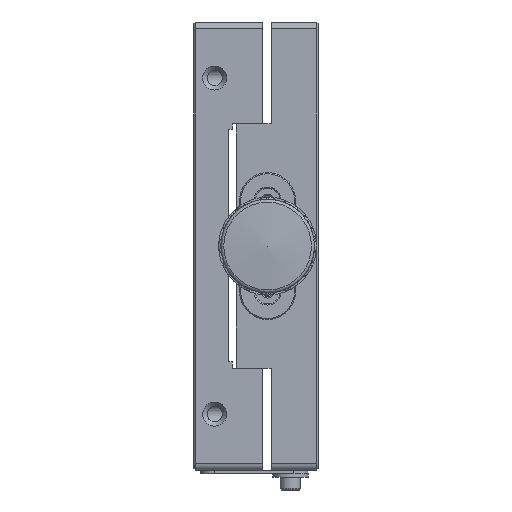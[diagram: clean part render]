
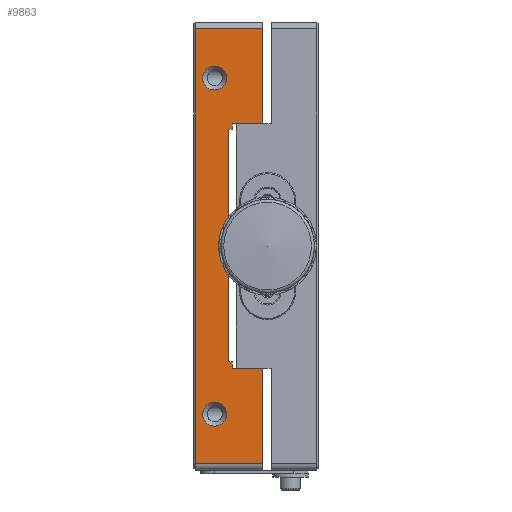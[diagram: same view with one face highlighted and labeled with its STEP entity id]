
A CAD part, left-side view. The second image highlights one B-rep face of the part: STEP entity #9863.
In plain terms, the highlighted planar face has unit normal (-1, 0, 0).
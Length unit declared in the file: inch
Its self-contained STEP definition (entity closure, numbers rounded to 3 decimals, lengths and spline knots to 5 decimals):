
#65 = VERTEX_POINT ( 'NONE', #6320 ) ;
#179 = LINE ( 'NONE', #3610, #3570 ) ;
#314 = EDGE_CURVE ( 'NONE', #7699, #7699, #860, .T. ) ;
#351 = LINE ( 'NONE', #3788, #10374 ) ;
#391 = EDGE_LOOP ( 'NONE', ( #10658, #4604, #9792, #657, #931, #9383, #10206, #585, #9771, #5133, #4878, #10907 ) ) ;
#431 = LINE ( 'NONE', #3871, #7113 ) ;
#508 = FACE_OUTER_BOUND ( 'NONE', #391, .T. ) ;
#585 = ORIENTED_EDGE ( 'NONE', *, *, #2477, .T. ) ;
#639 = EDGE_LOOP ( 'NONE', ( #1670 ) ) ;
#657 = ORIENTED_EDGE ( 'NONE', *, *, #5035, .T. ) ;
#687 = VECTOR ( 'NONE', #4988, 39.37008 ) ;
#767 = EDGE_CURVE ( 'NONE', #2290, #4343, #6953, .T. ) ;
#860 = CIRCLE ( 'NONE', #5709, 0.107 ) ;
#885 = DIRECTION ( 'NONE',  ( 0., 0., -1. ) ) ;
#931 = ORIENTED_EDGE ( 'NONE', *, *, #6568, .T. ) ;
#1103 = CARTESIAN_POINT ( 'NONE',  ( -2., 0.76796, 1.09 ) ) ;
#1121 = CARTESIAN_POINT ( 'NONE',  ( -2., 0.92546, 1.393 ) ) ;
#1129 = DIRECTION ( 'NONE',  ( 0., 1., 0. ) ) ;
#1550 = CARTESIAN_POINT ( 'NONE',  ( -2., 0.49796, 1.344 ) ) ;
#1670 = ORIENTED_EDGE ( 'NONE', *, *, #9820, .F. ) ;
#1853 = LINE ( 'NONE', #5297, #7500 ) ;
#2030 = CARTESIAN_POINT ( 'NONE',  ( -2., 0.76796, 1.044 ) ) ;
#2034 = VERTEX_POINT ( 'NONE', #10324 ) ;
#2159 = ORIENTED_EDGE ( 'NONE', *, *, #314, .F. ) ;
#2192 = DIRECTION ( 'NONE',  ( 0., 0., -1. ) ) ;
#2228 = CARTESIAN_POINT ( 'NONE',  ( -2., 0.76796, 1.044 ) ) ;
#2290 = VERTEX_POINT ( 'NONE', #5789 ) ;
#2341 = AXIS2_PLACEMENT_3D ( 'NONE', #6478, #9929, #2192 ) ;
#2391 = EDGE_CURVE ( 'NONE', #10840, #6347, #5170, .T. ) ;
#2418 = CARTESIAN_POINT ( 'NONE',  ( -2., 1.09796, -1.938 ) ) ;
#2477 = EDGE_CURVE ( 'NONE', #4343, #2034, #2742, .T. ) ;
#2527 = DIRECTION ( 'NONE',  ( -1., 0., 0. ) ) ;
#2634 = CARTESIAN_POINT ( 'NONE',  ( -2., 1.09796, 1.938 ) ) ;
#2667 = DIRECTION ( 'NONE',  ( 0., 1., 0. ) ) ;
#2742 = LINE ( 'NONE', #6184, #4934 ) ;
#2873 = CARTESIAN_POINT ( 'NONE',  ( -2., 0.49796, -1.09 ) ) ;
#2999 = CARTESIAN_POINT ( 'NONE',  ( -2., 0.79896, -1.034 ) ) ;
#3087 = DIRECTION ( 'NONE',  ( 1., 0., 0. ) ) ;
#3121 = CARTESIAN_POINT ( 'NONE',  ( -2., 0.49796, 1.09 ) ) ;
#3389 = VERTEX_POINT ( 'NONE', #2873 ) ;
#3486 = LINE ( 'NONE', #6932, #7522 ) ;
#3570 = VECTOR ( 'NONE', #7052, 39.37008 ) ;
#3610 = CARTESIAN_POINT ( 'NONE',  ( -2., 0.79896, 1.044 ) ) ;
#3788 = CARTESIAN_POINT ( 'NONE',  ( -2., 0.49796, -1.334 ) ) ;
#3871 = CARTESIAN_POINT ( 'NONE',  ( -2., 0.76796, -1.034 ) ) ;
#3879 = EDGE_CURVE ( 'NONE', #10635, #2290, #431, .T. ) ;
#3945 = FACE_BOUND ( 'NONE', #639, .T. ) ;
#4343 = VERTEX_POINT ( 'NONE', #2999 ) ;
#4604 = ORIENTED_EDGE ( 'NONE', *, *, #2391, .T. ) ;
#4878 = ORIENTED_EDGE ( 'NONE', *, *, #10322, .T. ) ;
#4934 = VECTOR ( 'NONE', #9631, 39.37008 ) ;
#4988 = DIRECTION ( 'NONE',  ( 0., 0., 1. ) ) ;
#5035 = EDGE_CURVE ( 'NONE', #5410, #3389, #351, .T. ) ;
#5133 = ORIENTED_EDGE ( 'NONE', *, *, #7436, .T. ) ;
#5170 = LINE ( 'NONE', #8609, #6024 ) ;
#5297 = CARTESIAN_POINT ( 'NONE',  ( -2., 1.11296, 1.938 ) ) ;
#5391 = EDGE_CURVE ( 'NONE', #5872, #10840, #1853, .T. ) ;
#5410 = VERTEX_POINT ( 'NONE', #9644 ) ;
#5414 = LINE ( 'NONE', #8866, #10768 ) ;
#5467 = DIRECTION ( 'NONE',  ( 0., 0., 1. ) ) ;
#5645 = CARTESIAN_POINT ( 'NONE',  ( -2., 0.49796, 1.938 ) ) ;
#5709 = AXIS2_PLACEMENT_3D ( 'NONE', #10260, #2527, #5970 ) ;
#5789 = CARTESIAN_POINT ( 'NONE',  ( -2., 0.76796, -1.034 ) ) ;
#5872 = VERTEX_POINT ( 'NONE', #5645 ) ;
#5970 = DIRECTION ( 'NONE',  ( 0., 0., -1. ) ) ;
#6024 = VECTOR ( 'NONE', #885, 39.37008 ) ;
#6184 = CARTESIAN_POINT ( 'NONE',  ( -2., 0.79896, 1.044 ) ) ;
#6320 = CARTESIAN_POINT ( 'NONE',  ( -2., 0.49796, 1.09 ) ) ;
#6347 = VERTEX_POINT ( 'NONE', #2418 ) ;
#6478 = CARTESIAN_POINT ( 'NONE',  ( -2., 0.92546, 1.5 ) ) ;
#6479 = EDGE_CURVE ( 'NONE', #6347, #5410, #3486, .T. ) ;
#6525 = DIRECTION ( 'NONE',  ( 0., 0., 1. ) ) ;
#6536 = EDGE_CURVE ( 'NONE', #2034, #7988, #179, .T. ) ;
#6566 = DIRECTION ( 'NONE',  ( 0., -1., 0. ) ) ;
#6568 = EDGE_CURVE ( 'NONE', #3389, #10635, #5414, .T. ) ;
#6932 = CARTESIAN_POINT ( 'NONE',  ( -2., 1.11296, -1.938 ) ) ;
#6953 = LINE ( 'NONE', #10391, #10217 ) ;
#7049 = VECTOR ( 'NONE', #6566, 39.37008 ) ;
#7052 = DIRECTION ( 'NONE',  ( 0., -1., 0. ) ) ;
#7113 = VECTOR ( 'NONE', #7313, 39.37008 ) ;
#7225 = CIRCLE ( 'NONE', #2341, 0.107 ) ;
#7232 = DIRECTION ( 'NONE',  ( 0., 0., 1. ) ) ;
#7313 = DIRECTION ( 'NONE',  ( 0., 0., 1. ) ) ;
#7387 = PLANE ( 'NONE',  #10099 ) ;
#7436 = EDGE_CURVE ( 'NONE', #7988, #9348, #9765, .T. ) ;
#7500 = VECTOR ( 'NONE', #8740, 39.37008 ) ;
#7522 = VECTOR ( 'NONE', #10372, 39.37008 ) ;
#7699 = VERTEX_POINT ( 'NONE', #11126 ) ;
#7988 = VERTEX_POINT ( 'NONE', #2228 ) ;
#8100 = EDGE_CURVE ( 'NONE', #65, #5872, #9284, .T. ) ;
#8228 = FACE_BOUND ( 'NONE', #8519, .T. ) ;
#8519 = EDGE_LOOP ( 'NONE', ( #2159 ) ) ;
#8609 = CARTESIAN_POINT ( 'NONE',  ( -2., 1.09796, 2. ) ) ;
#8631 = VECTOR ( 'NONE', #5467, 39.37008 ) ;
#8740 = DIRECTION ( 'NONE',  ( 0., 1., 0. ) ) ;
#8856 = VERTEX_POINT ( 'NONE', #1121 ) ;
#8866 = CARTESIAN_POINT ( 'NONE',  ( -2., 0.49796, -1.09 ) ) ;
#9284 = LINE ( 'NONE', #1550, #687 ) ;
#9348 = VERTEX_POINT ( 'NONE', #1103 ) ;
#9383 = ORIENTED_EDGE ( 'NONE', *, *, #3879, .T. ) ;
#9631 = DIRECTION ( 'NONE',  ( 0., 0., 1. ) ) ;
#9644 = CARTESIAN_POINT ( 'NONE',  ( -2., 0.49796, -1.938 ) ) ;
#9765 = LINE ( 'NONE', #2030, #8631 ) ;
#9771 = ORIENTED_EDGE ( 'NONE', *, *, #6536, .T. ) ;
#9792 = ORIENTED_EDGE ( 'NONE', *, *, #6479, .T. ) ;
#9820 = EDGE_CURVE ( 'NONE', #8856, #8856, #7225, .T. ) ;
#9863 = ADVANCED_FACE ( 'NONE', ( #8228, #508, #3945 ), #7387, .F. ) ;
#9929 = DIRECTION ( 'NONE',  ( -1., 0., 0. ) ) ;
#10099 = AXIS2_PLACEMENT_3D ( 'NONE', #10816, #3087, #6525 ) ;
#10206 = ORIENTED_EDGE ( 'NONE', *, *, #767, .T. ) ;
#10217 = VECTOR ( 'NONE', #2667, 39.37008 ) ;
#10260 = CARTESIAN_POINT ( 'NONE',  ( -2., 0.92546, -1.5 ) ) ;
#10322 = EDGE_CURVE ( 'NONE', #9348, #65, #10850, .T. ) ;
#10324 = CARTESIAN_POINT ( 'NONE',  ( -2., 0.79896, 1.044 ) ) ;
#10372 = DIRECTION ( 'NONE',  ( 0., -1., 0. ) ) ;
#10374 = VECTOR ( 'NONE', #7232, 39.37008 ) ;
#10391 = CARTESIAN_POINT ( 'NONE',  ( -2., 0.79896, -1.034 ) ) ;
#10635 = VERTEX_POINT ( 'NONE', #10758 ) ;
#10658 = ORIENTED_EDGE ( 'NONE', *, *, #5391, .T. ) ;
#10758 = CARTESIAN_POINT ( 'NONE',  ( -2., 0.76796, -1.09 ) ) ;
#10768 = VECTOR ( 'NONE', #1129, 39.37008 ) ;
#10816 = CARTESIAN_POINT ( 'NONE',  ( -2., 1.11296, 2. ) ) ;
#10840 = VERTEX_POINT ( 'NONE', #2634 ) ;
#10850 = LINE ( 'NONE', #3121, #7049 ) ;
#10907 = ORIENTED_EDGE ( 'NONE', *, *, #8100, .T. ) ;
#11126 = CARTESIAN_POINT ( 'NONE',  ( -2., 0.92546, -1.607 ) ) ;
